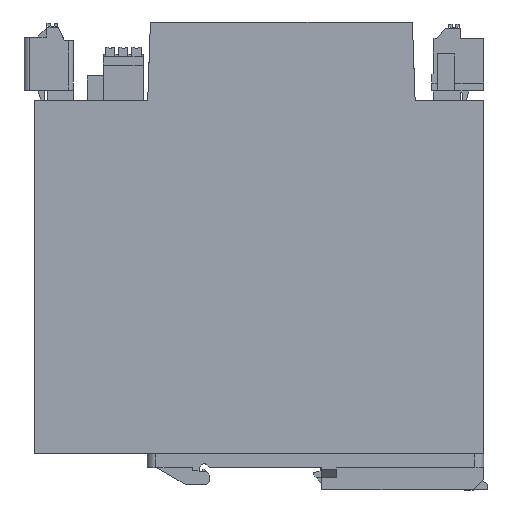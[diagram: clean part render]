
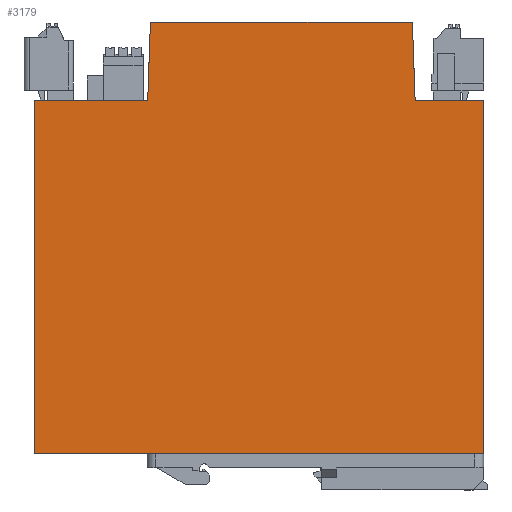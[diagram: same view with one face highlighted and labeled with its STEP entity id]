
A CAD part, left-side view. The second image highlights one B-rep face of the part: STEP entity #3179.
In plain terms, the highlighted planar face has unit normal (-1, 0, 0).
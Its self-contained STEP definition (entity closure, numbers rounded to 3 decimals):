
#3111=AXIS2_PLACEMENT_3D('Plane Axis2P3D',#3108,#3109,#3110) ;
#78=CARTESIAN_POINT('Vertex',(0.,131.2,112.7)) ;
#81=CARTESIAN_POINT('Line Origine',(0.,114.793,112.7)) ;
#85=CARTESIAN_POINT('Vertex',(0.,98.386,112.7)) ;
#1984=CARTESIAN_POINT('Vertex',(0.,131.2,10.5)) ;
#1987=CARTESIAN_POINT('Line Origine',(0.,131.2,61.6)) ;
#3108=CARTESIAN_POINT('Axis2P3D Location',(0.,0.,0.)) ;
#3113=CARTESIAN_POINT('Line Origine',(0.,97.593,135.35)) ;
#3117=CARTESIAN_POINT('Vertex',(0.,97.593,135.4)) ;
#3119=CARTESIAN_POINT('Vertex',(0.,97.593,135.3)) ;
#3122=CARTESIAN_POINT('Line Origine',(0.,97.595,135.3)) ;
#3126=CARTESIAN_POINT('Vertex',(0.,97.597,135.3)) ;
#3129=CARTESIAN_POINT('Line Origine',(0.,97.991,124.)) ;
#3134=CARTESIAN_POINT('Line Origine',(0.,66.2,10.5)) ;
#3138=CARTESIAN_POINT('Vertex',(0.,1.2,10.5)) ;
#3141=CARTESIAN_POINT('Line Origine',(0.,1.2,61.6)) ;
#3145=CARTESIAN_POINT('Vertex',(0.,1.2,112.7)) ;
#3148=CARTESIAN_POINT('Line Origine',(0.,11.107,112.7)) ;
#3152=CARTESIAN_POINT('Vertex',(0.,21.014,112.7)) ;
#3155=CARTESIAN_POINT('Line Origine',(0.,21.411,124.05)) ;
#3159=CARTESIAN_POINT('Vertex',(0.,21.807,135.4)) ;
#3162=CARTESIAN_POINT('Line Origine',(0.,59.7,135.4)) ;
#82=DIRECTION('Vector Direction',(0.,-1.,0.)) ;
#1988=DIRECTION('Vector Direction',(0.,0.,1.)) ;
#3109=DIRECTION('Axis2P3D Direction',(1.,0.,0.)) ;
#3110=DIRECTION('Axis2P3D XDirection',(0.,1.,0.)) ;
#3114=DIRECTION('Vector Direction',(0.,0.,-1.)) ;
#3123=DIRECTION('Vector Direction',(0.,1.,0.)) ;
#3130=DIRECTION('Vector Direction',(0.,-0.035,0.999)) ;
#3135=DIRECTION('Vector Direction',(0.,1.,0.)) ;
#3142=DIRECTION('Vector Direction',(0.,0.,1.)) ;
#3149=DIRECTION('Vector Direction',(0.,-1.,0.)) ;
#3156=DIRECTION('Vector Direction',(0.,-0.035,-0.999)) ;
#3163=DIRECTION('Vector Direction',(0.,-1.,0.)) ;
#83=VECTOR('Line Direction',#82,1.) ;
#1989=VECTOR('Line Direction',#1988,1.) ;
#3115=VECTOR('Line Direction',#3114,1.) ;
#3124=VECTOR('Line Direction',#3123,1.) ;
#3131=VECTOR('Line Direction',#3130,1.) ;
#3136=VECTOR('Line Direction',#3135,1.) ;
#3143=VECTOR('Line Direction',#3142,1.) ;
#3150=VECTOR('Line Direction',#3149,1.) ;
#3157=VECTOR('Line Direction',#3156,1.) ;
#3164=VECTOR('Line Direction',#3163,1.) ;
#3168=ORIENTED_EDGE('',*,*,#3121,.T.) ;
#3169=ORIENTED_EDGE('',*,*,#3128,.F.) ;
#3170=ORIENTED_EDGE('',*,*,#3133,.F.) ;
#3171=ORIENTED_EDGE('',*,*,#87,.F.) ;
#3172=ORIENTED_EDGE('',*,*,#1991,.F.) ;
#3173=ORIENTED_EDGE('',*,*,#3140,.F.) ;
#3174=ORIENTED_EDGE('',*,*,#3147,.F.) ;
#3175=ORIENTED_EDGE('',*,*,#3154,.F.) ;
#3176=ORIENTED_EDGE('',*,*,#3161,.F.) ;
#3177=ORIENTED_EDGE('',*,*,#3166,.F.) ;
#3179=ADVANCED_FACE('STROMVERSORGUNG',(#3178),#3112,.F.) ;
#87=EDGE_CURVE('',#79,#86,#84,.T.) ;
#1991=EDGE_CURVE('',#1985,#79,#1990,.T.) ;
#3121=EDGE_CURVE('',#3118,#3120,#3116,.T.) ;
#3128=EDGE_CURVE('',#3127,#3120,#3125,.F.) ;
#3133=EDGE_CURVE('',#86,#3127,#3132,.T.) ;
#3140=EDGE_CURVE('',#3139,#1985,#3137,.T.) ;
#3147=EDGE_CURVE('',#3146,#3139,#3144,.F.) ;
#3154=EDGE_CURVE('',#3153,#3146,#3151,.T.) ;
#3161=EDGE_CURVE('',#3160,#3153,#3158,.T.) ;
#3166=EDGE_CURVE('',#3118,#3160,#3165,.T.) ;
#3167=EDGE_LOOP('',(#3168,#3169,#3170,#3171,#3172,#3173,#3174,#3175,#3176,#3177)) ;
#3178=FACE_OUTER_BOUND('',#3167,.T.) ;
#84=LINE('Line',#81,#83) ;
#1990=LINE('Line',#1987,#1989) ;
#3116=LINE('Line',#3113,#3115) ;
#3125=LINE('Line',#3122,#3124) ;
#3132=LINE('Line',#3129,#3131) ;
#3137=LINE('Line',#3134,#3136) ;
#3144=LINE('Line',#3141,#3143) ;
#3151=LINE('Line',#3148,#3150) ;
#3158=LINE('Line',#3155,#3157) ;
#3165=LINE('Line',#3162,#3164) ;
#3112=PLANE('',#3111) ;
#79=VERTEX_POINT('',#78) ;
#86=VERTEX_POINT('',#85) ;
#1985=VERTEX_POINT('',#1984) ;
#3118=VERTEX_POINT('',#3117) ;
#3120=VERTEX_POINT('',#3119) ;
#3127=VERTEX_POINT('',#3126) ;
#3139=VERTEX_POINT('',#3138) ;
#3146=VERTEX_POINT('',#3145) ;
#3153=VERTEX_POINT('',#3152) ;
#3160=VERTEX_POINT('',#3159) ;
